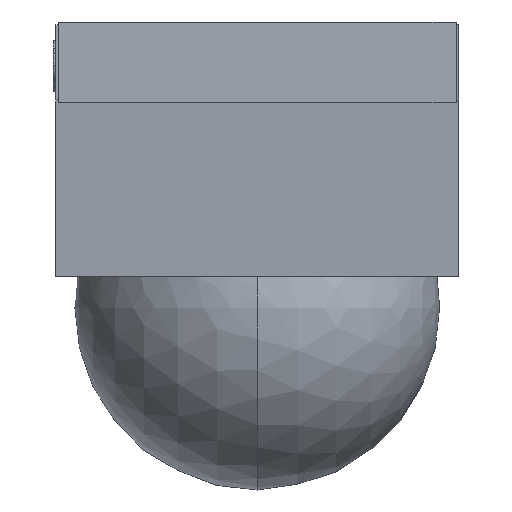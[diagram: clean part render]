
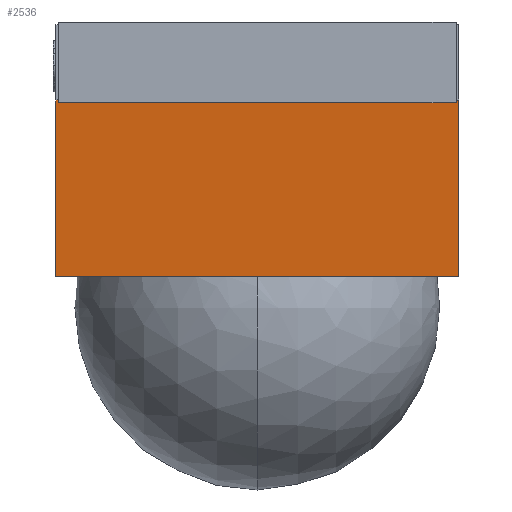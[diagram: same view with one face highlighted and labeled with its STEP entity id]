
A CAD part, left-side view. The second image highlights one B-rep face of the part: STEP entity #2536.
In plain terms, the highlighted planar face has unit normal (-0.996, 0, -0.087).
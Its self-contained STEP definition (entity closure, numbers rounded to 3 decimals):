
#959 = AXIS2_PLACEMENT_3D ( 'NONE', #17560, #7380, #6080 ) ;
#2318 = CARTESIAN_POINT ( 'NONE',  ( -0.739, 0., 0.225 ) ) ;
#2536 = ADVANCED_FACE ( 'NONE', ( #14474 ), #15975, .F. ) ;
#2860 = CARTESIAN_POINT ( 'NONE',  ( -0.8, 0.8, 0.925 ) ) ;
#3381 = ORIENTED_EDGE ( 'NONE', *, *, #9090, .F. ) ;
#5218 = ORIENTED_EDGE ( 'NONE', *, *, #18139, .F. ) ;
#6080 = DIRECTION ( 'NONE',  ( 0., 1., 0. ) ) ;
#6326 = CARTESIAN_POINT ( 'NONE',  ( -0.739, 0.8, 0.225 ) ) ;
#6465 = LINE ( 'NONE', #16356, #12979 ) ;
#7380 = DIRECTION ( 'NONE',  ( 0.996, 0., 0.087 ) ) ;
#8389 = VERTEX_POINT ( 'NONE', #18358 ) ;
#9090 = EDGE_CURVE ( 'NONE', #12985, #18305, #6465, .T. ) ;
#9715 = EDGE_LOOP ( 'NONE', ( #3381, #14028, #5218, #10115 ) ) ;
#10115 = ORIENTED_EDGE ( 'NONE', *, *, #17219, .F. ) ;
#10119 = LINE ( 'NONE', #2860, #10318 ) ;
#10318 = VECTOR ( 'NONE', #11242, 1000. ) ;
#10359 = VECTOR ( 'NONE', #12410, 1000. ) ;
#10398 = DIRECTION ( 'NONE',  ( -0.087, 0., 0.996 ) ) ;
#10427 = CARTESIAN_POINT ( 'NONE',  ( -0.8, 0.8, 0.925 ) ) ;
#10714 = DIRECTION ( 'NONE',  ( 0.087, 0., -0.996 ) ) ;
#10744 = VERTEX_POINT ( 'NONE', #10427 ) ;
#11242 = DIRECTION ( 'NONE',  ( 0., 1., 0. ) ) ;
#12410 = DIRECTION ( 'NONE',  ( 0., 1., 0. ) ) ;
#12678 = CARTESIAN_POINT ( 'NONE',  ( -0.739, -0.8, 0.225 ) ) ;
#12847 = CARTESIAN_POINT ( 'NONE',  ( -0.8, -0.8, 0.925 ) ) ;
#12979 = VECTOR ( 'NONE', #10714, 1000. ) ;
#12985 = VERTEX_POINT ( 'NONE', #12847 ) ;
#13239 = LINE ( 'NONE', #6326, #17518 ) ;
#14028 = ORIENTED_EDGE ( 'NONE', *, *, #17996, .T. ) ;
#14474 = FACE_OUTER_BOUND ( 'NONE', #9715, .T. ) ;
#15298 = LINE ( 'NONE', #2318, #10359 ) ;
#15975 = PLANE ( 'NONE',  #959 ) ;
#16356 = CARTESIAN_POINT ( 'NONE',  ( -0.739, -0.8, 0.225 ) ) ;
#17219 = EDGE_CURVE ( 'NONE', #18305, #8389, #15298, .T. ) ;
#17518 = VECTOR ( 'NONE', #10398, 1000. ) ;
#17560 = CARTESIAN_POINT ( 'NONE',  ( -0.739, 0., 0.225 ) ) ;
#17996 = EDGE_CURVE ( 'NONE', #12985, #10744, #10119, .T. ) ;
#18139 = EDGE_CURVE ( 'NONE', #8389, #10744, #13239, .T. ) ;
#18305 = VERTEX_POINT ( 'NONE', #12678 ) ;
#18358 = CARTESIAN_POINT ( 'NONE',  ( -0.739, 0.8, 0.225 ) ) ;
